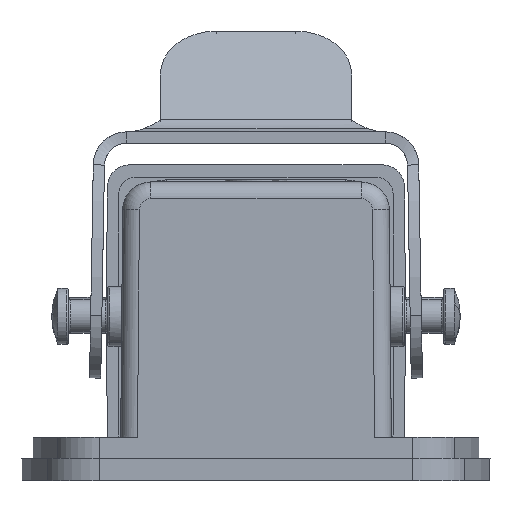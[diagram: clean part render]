
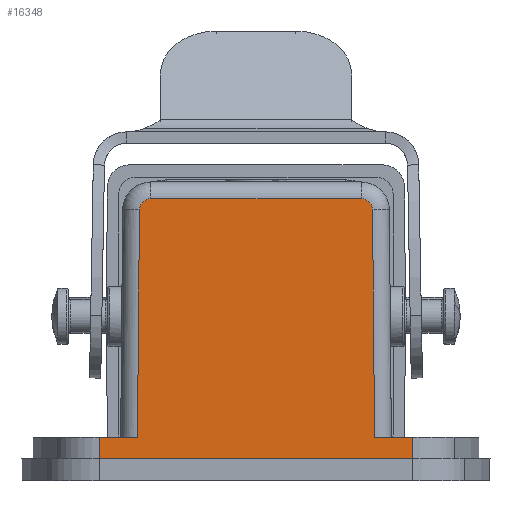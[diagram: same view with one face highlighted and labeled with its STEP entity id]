
A CAD part, left-side view. The second image highlights one B-rep face of the part: STEP entity #16348.
In plain terms, the highlighted planar face has unit normal (-1, 0, 0).
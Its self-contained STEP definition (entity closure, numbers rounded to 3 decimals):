
#16251=AXIS2_PLACEMENT_3D('Circle Axis2P3D',#16249,#16250,$) ;
#16264=AXIS2_PLACEMENT_3D('Plane Axis2P3D',#16261,#16262,#16263) ;
#16305=AXIS2_PLACEMENT_3D('Circle Axis2P3D',#16303,#16304,$) ;
#15926=CARTESIAN_POINT('Vertex',(1.,30.412,25.2)) ;
#15929=CARTESIAN_POINT('Line Origine',(1.,21.,25.2)) ;
#15933=CARTESIAN_POINT('Vertex',(1.,11.588,25.2)) ;
#16246=CARTESIAN_POINT('Vertex',(1.,31.412,24.209)) ;
#16249=CARTESIAN_POINT('Axis2P3D Location',(1.,30.412,24.2)) ;
#16261=CARTESIAN_POINT('Axis2P3D Location',(1.,21.,14.7)) ;
#16266=CARTESIAN_POINT('Line Origine',(1.,21.,2.)) ;
#16270=CARTESIAN_POINT('Vertex',(1.,7.,2.)) ;
#16272=CARTESIAN_POINT('Vertex',(1.,35.,2.)) ;
#16275=CARTESIAN_POINT('Line Origine',(1.,7.,2.95)) ;
#16279=CARTESIAN_POINT('Vertex',(1.,7.,3.9)) ;
#16282=CARTESIAN_POINT('Line Origine',(1.,7.955,3.9)) ;
#16286=CARTESIAN_POINT('Vertex',(1.,8.91,3.9)) ;
#16289=CARTESIAN_POINT('Line Origine',(1.,9.661,3.9)) ;
#16293=CARTESIAN_POINT('Vertex',(1.,10.411,3.9)) ;
#16296=CARTESIAN_POINT('Line Origine',(1.,10.499,14.054)) ;
#16300=CARTESIAN_POINT('Vertex',(1.,10.588,24.209)) ;
#16303=CARTESIAN_POINT('Axis2P3D Location',(1.,11.588,24.2)) ;
#16308=CARTESIAN_POINT('Line Origine',(1.,31.501,14.054)) ;
#16312=CARTESIAN_POINT('Vertex',(1.,31.589,3.9)) ;
#16315=CARTESIAN_POINT('Line Origine',(1.,32.339,3.9)) ;
#16319=CARTESIAN_POINT('Vertex',(1.,33.09,3.9)) ;
#16322=CARTESIAN_POINT('Line Origine',(1.,34.045,3.9)) ;
#16326=CARTESIAN_POINT('Vertex',(1.,35.,3.9)) ;
#16329=CARTESIAN_POINT('Line Origine',(1.,35.,2.95)) ;
#15930=DIRECTION('Vector Direction',(0.,1.,0.)) ;
#16250=DIRECTION('Axis2P3D Direction',(1.,0.,0.)) ;
#16262=DIRECTION('Axis2P3D Direction',(1.,0.,0.)) ;
#16263=DIRECTION('Axis2P3D XDirection',(0.,1.,0.)) ;
#16267=DIRECTION('Vector Direction',(0.,-1.,0.)) ;
#16276=DIRECTION('Vector Direction',(0.,0.,-1.)) ;
#16283=DIRECTION('Vector Direction',(0.,-1.,0.)) ;
#16290=DIRECTION('Vector Direction',(0.,1.,0.)) ;
#16297=DIRECTION('Vector Direction',(0.,-0.009,-1.)) ;
#16304=DIRECTION('Axis2P3D Direction',(1.,0.,0.)) ;
#16309=DIRECTION('Vector Direction',(0.,-0.009,1.)) ;
#16316=DIRECTION('Vector Direction',(0.,1.,0.)) ;
#16323=DIRECTION('Vector Direction',(0.,-1.,0.)) ;
#16330=DIRECTION('Vector Direction',(0.,0.,-1.)) ;
#15931=VECTOR('Line Direction',#15930,1.) ;
#16268=VECTOR('Line Direction',#16267,1.) ;
#16277=VECTOR('Line Direction',#16276,1.) ;
#16284=VECTOR('Line Direction',#16283,1.) ;
#16291=VECTOR('Line Direction',#16290,1.) ;
#16298=VECTOR('Line Direction',#16297,1.) ;
#16310=VECTOR('Line Direction',#16309,1.) ;
#16317=VECTOR('Line Direction',#16316,1.) ;
#16324=VECTOR('Line Direction',#16323,1.) ;
#16331=VECTOR('Line Direction',#16330,1.) ;
#16335=ORIENTED_EDGE('',*,*,#16274,.F.) ;
#16336=ORIENTED_EDGE('',*,*,#16281,.F.) ;
#16337=ORIENTED_EDGE('',*,*,#16288,.T.) ;
#16338=ORIENTED_EDGE('',*,*,#16295,.F.) ;
#16339=ORIENTED_EDGE('',*,*,#16302,.F.) ;
#16340=ORIENTED_EDGE('',*,*,#16307,.F.) ;
#16341=ORIENTED_EDGE('',*,*,#15935,.F.) ;
#16342=ORIENTED_EDGE('',*,*,#16253,.F.) ;
#16343=ORIENTED_EDGE('',*,*,#16314,.F.) ;
#16344=ORIENTED_EDGE('',*,*,#16321,.F.) ;
#16345=ORIENTED_EDGE('',*,*,#16328,.T.) ;
#16346=ORIENTED_EDGE('',*,*,#16333,.T.) ;
#16348=ADVANCED_FACE('1652420000.1.1',(#16347),#16265,.F.) ;
#16252=CIRCLE('generated circle',#16251,1.) ;
#16306=CIRCLE('generated circle',#16305,1.) ;
#15935=EDGE_CURVE('',#15927,#15934,#15932,.F.) ;
#16253=EDGE_CURVE('',#16247,#15927,#16252,.T.) ;
#16274=EDGE_CURVE('',#16271,#16273,#16269,.F.) ;
#16281=EDGE_CURVE('',#16280,#16271,#16278,.T.) ;
#16288=EDGE_CURVE('',#16280,#16287,#16285,.F.) ;
#16295=EDGE_CURVE('',#16294,#16287,#16292,.F.) ;
#16302=EDGE_CURVE('',#16301,#16294,#16299,.T.) ;
#16307=EDGE_CURVE('',#15934,#16301,#16306,.T.) ;
#16314=EDGE_CURVE('',#16313,#16247,#16311,.T.) ;
#16321=EDGE_CURVE('',#16320,#16313,#16318,.F.) ;
#16328=EDGE_CURVE('',#16320,#16327,#16325,.F.) ;
#16333=EDGE_CURVE('',#16327,#16273,#16332,.T.) ;
#16334=EDGE_LOOP('',(#16335,#16336,#16337,#16338,#16339,#16340,#16341,#16342,#16343,#16344,#16345,#16346)) ;
#16347=FACE_OUTER_BOUND('',#16334,.T.) ;
#15932=LINE('Line',#15929,#15931) ;
#16269=LINE('Line',#16266,#16268) ;
#16278=LINE('Line',#16275,#16277) ;
#16285=LINE('Line',#16282,#16284) ;
#16292=LINE('Line',#16289,#16291) ;
#16299=LINE('Line',#16296,#16298) ;
#16311=LINE('Line',#16308,#16310) ;
#16318=LINE('Line',#16315,#16317) ;
#16325=LINE('Line',#16322,#16324) ;
#16332=LINE('Line',#16329,#16331) ;
#16265=PLANE('',#16264) ;
#15927=VERTEX_POINT('',#15926) ;
#15934=VERTEX_POINT('',#15933) ;
#16247=VERTEX_POINT('',#16246) ;
#16271=VERTEX_POINT('',#16270) ;
#16273=VERTEX_POINT('',#16272) ;
#16280=VERTEX_POINT('',#16279) ;
#16287=VERTEX_POINT('',#16286) ;
#16294=VERTEX_POINT('',#16293) ;
#16301=VERTEX_POINT('',#16300) ;
#16313=VERTEX_POINT('',#16312) ;
#16320=VERTEX_POINT('',#16319) ;
#16327=VERTEX_POINT('',#16326) ;
